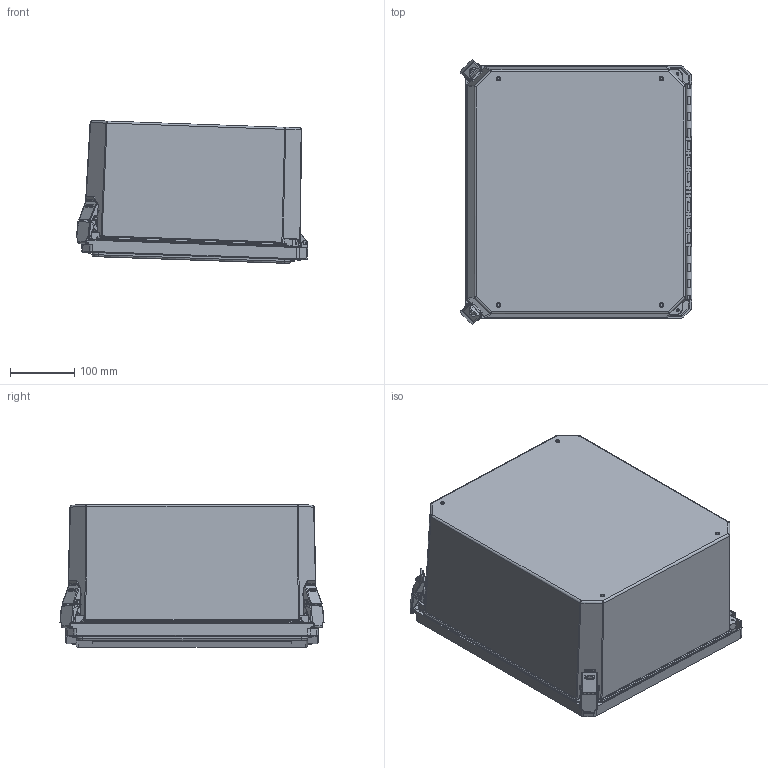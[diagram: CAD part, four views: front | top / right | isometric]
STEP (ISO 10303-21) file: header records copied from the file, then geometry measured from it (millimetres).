
FILE_DESCRIPTION (( 'STEP AP214' ), '1' );
FILE_NAME ('FRW141208HPL.STEP', '2021-10-07T16:54:46', ( '' ), ( '' ), 'SwSTEP 2.0', 'SolidWorks 2021', '' );
FILE_SCHEMA (( 'AUTOMOTIVE_DESIGN' ));
Length unit declared in the file: inch
Products named in the file (1): FRW141208HPL
Bounding box: 361.08 x 411.47 x 222.67 mm (x, y, z)
Volume: 2602721.7 mm3; surface area: 1218926.4 mm2
Topology: 30 solids, 30 shells, 2514 faces, 6385 edges, 3865 vertices
Faces by surface type: cylinder 1072, plane 827, bspline 352, torus 174, cone 61, sphere 28
Entity records: 98845 total; most frequent: CARTESIAN_POINT 42277, ORIENTED_EDGE 12610, DIRECTION 10351, EDGE_CURVE 6305, VERTEX_POINT 3860, AXIS2_PLACEMENT_3D 3633, VECTOR 3085, LINE 3085
